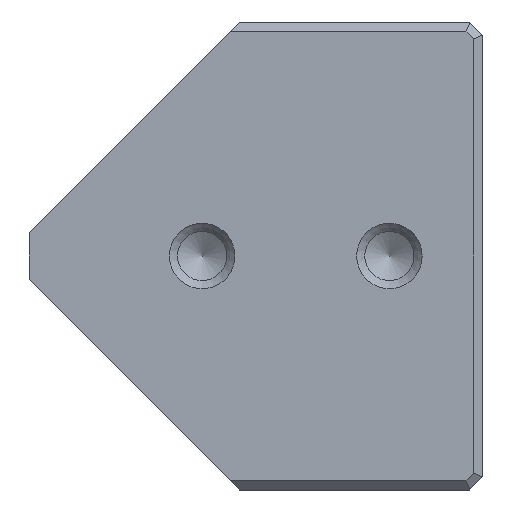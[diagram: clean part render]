
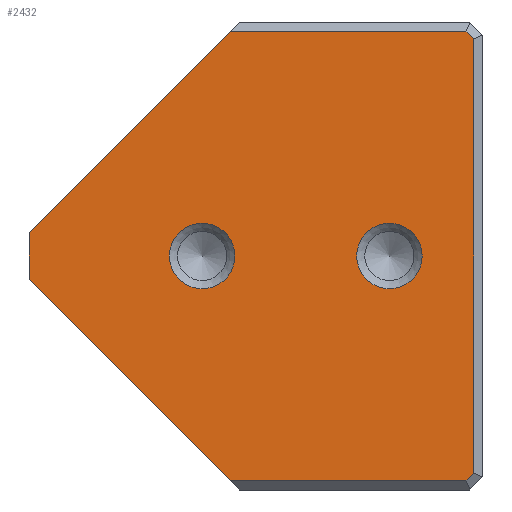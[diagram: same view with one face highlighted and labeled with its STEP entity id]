
A CAD part, left-side view. The second image highlights one B-rep face of the part: STEP entity #2432.
In plain terms, the highlighted planar face has unit normal (-1, 0, 0).
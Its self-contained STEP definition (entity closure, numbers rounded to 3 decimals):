
#2432=ADVANCED_FACE('',(#3241,#3242,#3243),#2773,.T.);
#2773=PLANE('',#8151);
#2998=CIRCLE('',#8149,3.5);
#2999=CIRCLE('',#8150,3.5);
#3241=FACE_BOUND('',#3362,.T.);
#3242=FACE_BOUND('',#3363,.T.);
#3243=FACE_BOUND('',#3364,.T.);
#3362=EDGE_LOOP('',(#3983));
#3363=EDGE_LOOP('',(#3984));
#3364=EDGE_LOOP('',(#3985,#3986,#3987,#3988,#3989,#3990,#3991,#3992));
#3983=ORIENTED_EDGE('',*,*,#6263,.T.);
#3984=ORIENTED_EDGE('',*,*,#6264,.T.);
#3985=ORIENTED_EDGE('',*,*,#6265,.T.);
#3986=ORIENTED_EDGE('',*,*,#6266,.T.);
#3987=ORIENTED_EDGE('',*,*,#6267,.T.);
#3988=ORIENTED_EDGE('',*,*,#6268,.F.);
#3989=ORIENTED_EDGE('',*,*,#6269,.T.);
#3990=ORIENTED_EDGE('',*,*,#6270,.T.);
#3991=ORIENTED_EDGE('',*,*,#6271,.T.);
#3992=ORIENTED_EDGE('',*,*,#6272,.T.);
#5683=VERTEX_POINT('',#10358);
#5684=VERTEX_POINT('',#10360);
#5685=VERTEX_POINT('',#10362);
#5686=VERTEX_POINT('',#10363);
#5687=VERTEX_POINT('',#10365);
#5688=VERTEX_POINT('',#10367);
#5689=VERTEX_POINT('',#10369);
#5690=VERTEX_POINT('',#10371);
#5691=VERTEX_POINT('',#10373);
#5692=VERTEX_POINT('',#10375);
#6263=EDGE_CURVE('',#5683,#5683,#2998,.T.);
#6264=EDGE_CURVE('',#5684,#5684,#2999,.T.);
#6265=EDGE_CURVE('',#5685,#5686,#7033,.T.);
#6266=EDGE_CURVE('',#5686,#5687,#7034,.T.);
#6267=EDGE_CURVE('',#5687,#5688,#7035,.T.);
#6268=EDGE_CURVE('',#5689,#5688,#7036,.T.);
#6269=EDGE_CURVE('',#5689,#5690,#7037,.T.);
#6270=EDGE_CURVE('',#5690,#5691,#7038,.T.);
#6271=EDGE_CURVE('',#5691,#5692,#7039,.T.);
#6272=EDGE_CURVE('',#5692,#5685,#7040,.T.);
#7033=LINE('',#10361,#7667);
#7034=LINE('',#10364,#7668);
#7035=LINE('',#10366,#7669);
#7036=LINE('',#10368,#7670);
#7037=LINE('',#10370,#7671);
#7038=LINE('',#10372,#7672);
#7039=LINE('',#10374,#7673);
#7040=LINE('',#10376,#7674);
#7667=VECTOR('',#8607,1.);
#7668=VECTOR('',#8608,1.);
#7669=VECTOR('',#8609,1.);
#7670=VECTOR('',#8610,1.);
#7671=VECTOR('',#8611,1.);
#7672=VECTOR('',#8612,1.);
#7673=VECTOR('',#8613,1.);
#7674=VECTOR('',#8614,1.);
#8149=AXIS2_PLACEMENT_3D('',#10357,#8603,#8604);
#8150=AXIS2_PLACEMENT_3D('',#10359,#8605,#8606);
#8151=AXIS2_PLACEMENT_3D('',#10377,#8615,#8616);
#8603=DIRECTION('',(1.,0.,0.));
#8604=DIRECTION('',(0.,0.,1.));
#8605=DIRECTION('',(1.,0.,0.));
#8606=DIRECTION('',(0.,0.,1.));
#8607=DIRECTION('',(0.,0.707,0.707));
#8608=DIRECTION('',(0.,1.,0.));
#8609=DIRECTION('',(0.,0.707,-0.707));
#8610=DIRECTION('',(0.,0.,1.));
#8611=DIRECTION('',(0.,-0.707,-0.707));
#8612=DIRECTION('',(0.,-1.,0.));
#8613=DIRECTION('',(0.,-0.707,0.707));
#8614=DIRECTION('',(0.,0.,1.));
#8615=DIRECTION('',(-1.,0.,0.));
#8616=DIRECTION('',(0.,0.,-1.));
#10357=CARTESIAN_POINT('',(0.,30.,25.));
#10358=CARTESIAN_POINT('',(0.,30.,28.5));
#10359=CARTESIAN_POINT('',(0.,10.,25.));
#10360=CARTESIAN_POINT('',(0.,10.,28.5));
#10361=CARTESIAN_POINT('',(0.,-11.468,35.718));
#10362=CARTESIAN_POINT('',(0.,1.,48.186));
#10363=CARTESIAN_POINT('',(0.,1.814,49.));
#10364=CARTESIAN_POINT('',(0.,24.25,49.));
#10365=CARTESIAN_POINT('',(0.,27.,49.));
#10366=CARTESIAN_POINT('',(0.,50.125,25.875));
#10367=CARTESIAN_POINT('',(0.,48.5,27.5));
#10368=CARTESIAN_POINT('',(0.,48.5,0.));
#10369=CARTESIAN_POINT('',(0.,48.5,22.5));
#10370=CARTESIAN_POINT('',(0.,25.125,-0.875));
#10371=CARTESIAN_POINT('',(0.,27.,1.));
#10372=CARTESIAN_POINT('',(0.,24.25,1.));
#10373=CARTESIAN_POINT('',(0.,1.814,1.));
#10374=CARTESIAN_POINT('',(0.,13.532,-10.718));
#10375=CARTESIAN_POINT('',(0.,1.,1.814));
#10376=CARTESIAN_POINT('',(0.,1.,0.));
#10377=CARTESIAN_POINT('',(0.,24.25,0.));
